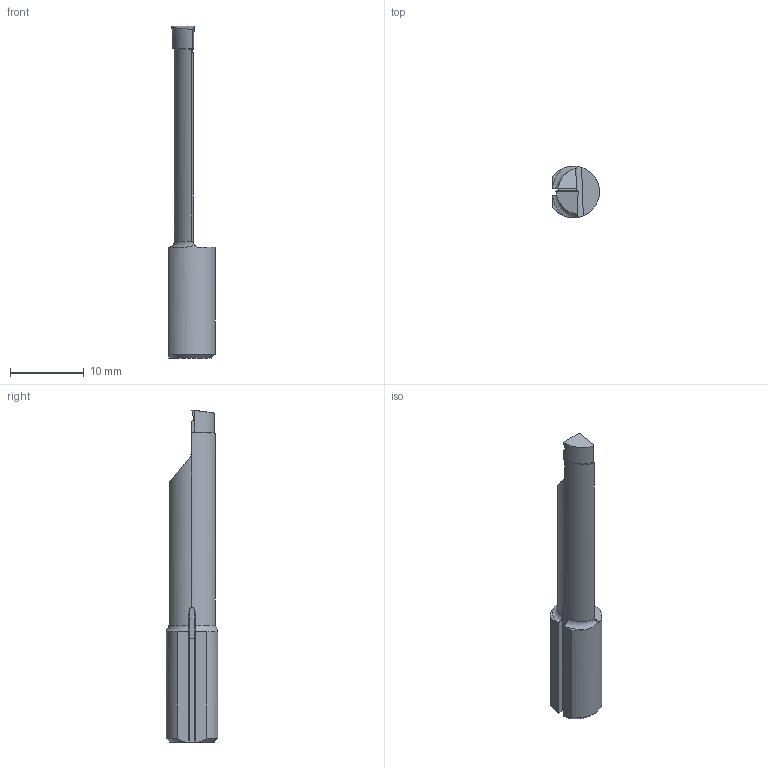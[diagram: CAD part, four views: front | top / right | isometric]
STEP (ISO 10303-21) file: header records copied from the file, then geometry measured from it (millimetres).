
FILE_DESCRIPTION (( 'STEP AP203' ), '1' );
FILE_NAME ('L015.3015-30.step', '2025-01-31T07:13:18', ( '' ), ( '' ), 'SwSTEP 2.0', 'SolidWorks 2022', '' );
FILE_SCHEMA (( 'CONFIG_CONTROL_DESIGN' ));
Length unit declared in the file: millimetre
Products named in the file (1): L015.3015-30
Bounding box: 6.35 x 7 x 45 mm (x, y, z)
Volume: 847.8 mm3; surface area: 816.4 mm2
Topology: 1 solids, 1 shells, 46 faces, 126 edges, 82 vertices
Faces by surface type: plane 23, cylinder 15, torus 5, bspline 2, cone 1
Entity records: 1707 total; most frequent: CARTESIAN_POINT 544, ORIENTED_EDGE 252, DIRECTION 198, EDGE_CURVE 126, VERTEX_POINT 82, AXIS2_PLACEMENT_3D 70, VECTOR 58, LINE 58
